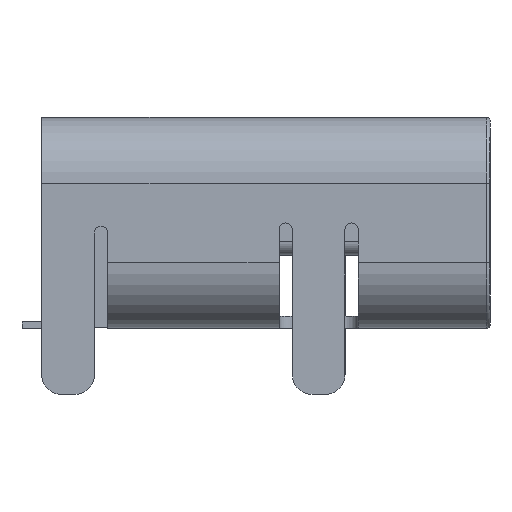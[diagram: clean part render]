
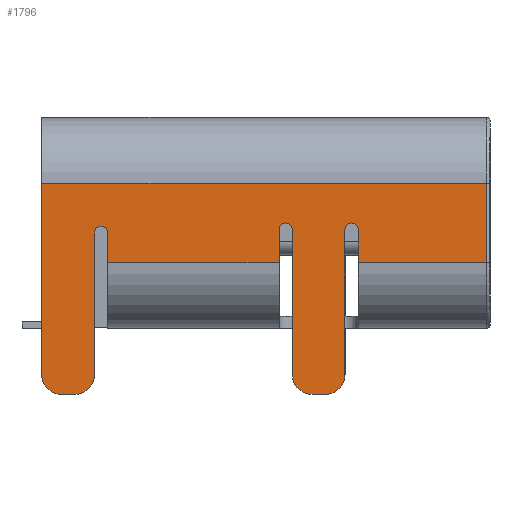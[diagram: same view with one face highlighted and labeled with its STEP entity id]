
A CAD part, left-side view. The second image highlights one B-rep face of the part: STEP entity #1796.
In plain terms, the highlighted planar face has unit normal (-1, 0, 0).
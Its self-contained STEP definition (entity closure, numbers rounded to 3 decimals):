
#1796=ADVANCED_FACE('',(#6122),#6124,.T.);
#6122=FACE_BOUND('',#6123,.T.);
#6123=EDGE_LOOP('',(#11636,#11637,#11638,#11639,#11640,#11641,#11642,#11643,#11644,
#11645,#11646,#11647,#11648,#11649,#11650,#11651,#11652,#11653,#11654,#11655,#11656,
#11657));
#6124=PLANE('',#6125);
#6125=AXIS2_PLACEMENT_3D('',#6126,#6127,#6128);
#6126=CARTESIAN_POINT('',(0.,0.,2.2));
#6127=DIRECTION('',(-1.,0.,0.));
#6128=DIRECTION('',(0.,0.,-1.));
#11636=ORIENTED_EDGE('',*,*,#13855,.F.);
#11637=ORIENTED_EDGE('',*,*,#13856,.F.);
#11638=ORIENTED_EDGE('',*,*,#13857,.F.);
#11639=ORIENTED_EDGE('',*,*,#13858,.F.);
#11640=ORIENTED_EDGE('',*,*,#13859,.F.);
#11641=ORIENTED_EDGE('',*,*,#13860,.F.);
#11642=ORIENTED_EDGE('',*,*,#13861,.F.);
#11643=ORIENTED_EDGE('',*,*,#13862,.F.);
#11644=ORIENTED_EDGE('',*,*,#13713,.T.);
#11645=ORIENTED_EDGE('',*,*,#13712,.T.);
#11646=ORIENTED_EDGE('',*,*,#13706,.T.);
#11647=ORIENTED_EDGE('',*,*,#13863,.F.);
#11648=ORIENTED_EDGE('',*,*,#13864,.F.);
#11649=ORIENTED_EDGE('',*,*,#13865,.F.);
#11650=ORIENTED_EDGE('',*,*,#13866,.F.);
#11651=ORIENTED_EDGE('',*,*,#13867,.F.);
#11652=ORIENTED_EDGE('',*,*,#13868,.F.);
#11653=ORIENTED_EDGE('',*,*,#13869,.F.);
#11654=ORIENTED_EDGE('',*,*,#13870,.F.);
#11655=ORIENTED_EDGE('',*,*,#13871,.F.);
#11656=ORIENTED_EDGE('',*,*,#13698,.T.);
#11657=ORIENTED_EDGE('',*,*,#13691,.T.);
#13691=EDGE_CURVE('',#15388,#15386,#15389,.T.);
#13698=EDGE_CURVE('',#15391,#15388,#15401,.F.);
#13706=EDGE_CURVE('',#15414,#15412,#15415,.F.);
#13712=EDGE_CURVE('',#15422,#15414,#15424,.T.);
#13713=EDGE_CURVE('',#15425,#15422,#15426,.F.);
#13855=EDGE_CURVE('',#15656,#15386,#15657,.T.);
#13856=EDGE_CURVE('',#15658,#15656,#15659,.T.);
#13857=EDGE_CURVE('',#15660,#15658,#15661,.T.);
#13858=EDGE_CURVE('',#15662,#15660,#15663,.T.);
#13859=EDGE_CURVE('',#15664,#15662,#15665,.T.);
#13860=EDGE_CURVE('',#15666,#15664,#15667,.T.);
#13861=EDGE_CURVE('',#15668,#15666,#15669,.T.);
#13862=EDGE_CURVE('',#15425,#15668,#15670,.T.);
#13863=EDGE_CURVE('',#15671,#15412,#15672,.F.);
#13864=EDGE_CURVE('',#15673,#15671,#15674,.T.);
#13865=EDGE_CURVE('',#15675,#15673,#15676,.T.);
#13866=EDGE_CURVE('',#15677,#15675,#15678,.T.);
#13867=EDGE_CURVE('',#15679,#15677,#15680,.T.);
#13868=EDGE_CURVE('',#15681,#15679,#15682,.T.);
#13869=EDGE_CURVE('',#15683,#15681,#15684,.T.);
#13870=EDGE_CURVE('',#15685,#15683,#15686,.F.);
#13871=EDGE_CURVE('',#15391,#15685,#15687,.F.);
#15386=VERTEX_POINT('',#18619);
#15388=VERTEX_POINT('',#18624);
#15389=LINE('',#18625,#18626);
#15391=VERTEX_POINT('',#18632);
#15401=LINE('',#18653,#18654);
#15412=VERTEX_POINT('',#18680);
#15414=VERTEX_POINT('',#18684);
#15415=LINE('',#18685,#18686);
#15422=VERTEX_POINT('',#18704);
#15424=LINE('',#18709,#18710);
#15425=VERTEX_POINT('',#18712);
#15426=LINE('',#18713,#18714);
#15656=VERTEX_POINT('',#19268);
#15657=LINE('',#19269,#19270);
#15658=VERTEX_POINT('',#19272);
#15659=LINE('',#19273,#19274);
#15660=VERTEX_POINT('',#19276);
#15661=LINE('',#19277,#19278);
#15662=VERTEX_POINT('',#19280);
#15663=CIRCLE('',#19281,0.3);
#15664=VERTEX_POINT('',#19285);
#15665=LINE('',#19286,#19287);
#15666=VERTEX_POINT('',#19289);
#15667=CIRCLE('',#19290,0.3);
#15668=VERTEX_POINT('',#19294);
#15669=LINE('',#19295,#19296);
#15670=CIRCLE('',#19298,0.1);
#15671=VERTEX_POINT('',#19302);
#15672=CIRCLE('',#19303,0.1);
#15673=VERTEX_POINT('',#19307);
#15674=LINE('',#19308,#19309);
#15675=VERTEX_POINT('',#19311);
#15676=CIRCLE('',#19312,0.3);
#15677=VERTEX_POINT('',#19316);
#15678=LINE('',#19317,#19318);
#15679=VERTEX_POINT('',#19320);
#15680=CIRCLE('',#19321,0.3);
#15681=VERTEX_POINT('',#19325);
#15682=LINE('',#19326,#19327);
#15683=VERTEX_POINT('',#19329);
#15684=LINE('',#19330,#19331);
#15685=VERTEX_POINT('',#19333);
#15686=CIRCLE('',#19334,0.1);
#15687=CIRCLE('',#19338,0.1);
#18619=CARTESIAN_POINT('',(0.,-6.75,1.));
#18624=CARTESIAN_POINT('',(0.,-4.8,1.));
#18625=CARTESIAN_POINT('',(0.,-4.8,1.));
#18626=VECTOR('',#18627,1.);
#18627=DIRECTION('',(0.,-1.,0.));
#18632=CARTESIAN_POINT('',(0.,-4.8,1.5));
#18653=CARTESIAN_POINT('',(0.,-4.8,1.));
#18654=VECTOR('',#18655,1.);
#18655=DIRECTION('',(0.,0.,1.));
#18680=CARTESIAN_POINT('',(0.,-3.6,1.5));
#18684=CARTESIAN_POINT('',(0.,-3.6,1.));
#18685=CARTESIAN_POINT('',(0.,-3.6,1.5));
#18686=VECTOR('',#18687,1.);
#18687=DIRECTION('',(0.,0.,-1.));
#18704=CARTESIAN_POINT('',(0.,-1.,1.));
#18709=CARTESIAN_POINT('',(0.,-1.,1.));
#18710=VECTOR('',#18711,1.);
#18711=DIRECTION('',(0.,-1.,0.));
#18712=CARTESIAN_POINT('',(0.,-1.,1.45));
#18713=CARTESIAN_POINT('',(0.,-1.,1.));
#18714=VECTOR('',#18715,1.);
#18715=DIRECTION('',(0.,0.,1.));
#19268=CARTESIAN_POINT('',(0.,-6.75,2.2));
#19269=CARTESIAN_POINT('',(0.,-6.75,2.2));
#19270=VECTOR('',#19271,1.);
#19271=DIRECTION('',(0.,0.,-1.));
#19272=CARTESIAN_POINT('',(0.,0.,2.2));
#19273=CARTESIAN_POINT('',(0.,0.,2.2));
#19274=VECTOR('',#19275,1.);
#19275=DIRECTION('',(0.,-1.,0.));
#19276=CARTESIAN_POINT('',(0.,0.,-0.702));
#19277=CARTESIAN_POINT('',(0.,0.,-0.702));
#19278=VECTOR('',#19279,1.);
#19279=DIRECTION('',(0.,0.,1.));
#19280=CARTESIAN_POINT('',(0.,-0.3,-1.002));
#19281=AXIS2_PLACEMENT_3D('',#19282,#19283,#19284);
#19282=CARTESIAN_POINT('',(0.,-0.3,-0.702));
#19283=DIRECTION('',(1.,0.,0.));
#19284=DIRECTION('',(0.,0.,-1.));
#19285=CARTESIAN_POINT('',(0.,-0.5,-1.002));
#19286=CARTESIAN_POINT('',(0.,-0.5,-1.002));
#19287=VECTOR('',#19288,1.);
#19288=DIRECTION('',(0.,1.,0.));
#19289=CARTESIAN_POINT('',(0.,-0.8,-0.702));
#19290=AXIS2_PLACEMENT_3D('',#19291,#19292,#19293);
#19291=CARTESIAN_POINT('',(0.,-0.5,-0.702));
#19292=DIRECTION('',(1.,0.,0.));
#19293=DIRECTION('',(0.,-1.,0.));
#19294=CARTESIAN_POINT('',(0.,-0.8,1.447));
#19295=CARTESIAN_POINT('',(0.,-0.8,1.447));
#19296=VECTOR('',#19297,1.);
#19297=DIRECTION('',(0.,0.,-1.));
#19298=AXIS2_PLACEMENT_3D('',#19299,#19300,#19301);
#19299=CARTESIAN_POINT('',(0.,-0.9,1.449));
#19300=DIRECTION('',(-1.,0.,0.));
#19301=DIRECTION('',(0.,-1.,0.013));
#19302=CARTESIAN_POINT('',(0.,-3.8,1.5));
#19303=AXIS2_PLACEMENT_3D('',#19304,#19305,#19306);
#19304=CARTESIAN_POINT('',(0.,-3.7,1.5));
#19305=DIRECTION('',(1.,0.,0.));
#19306=DIRECTION('',(0.,1.,0.));
#19307=CARTESIAN_POINT('',(0.,-3.8,-0.7));
#19308=CARTESIAN_POINT('',(0.,-3.8,-0.7));
#19309=VECTOR('',#19310,1.);
#19310=DIRECTION('',(0.,0.,1.));
#19311=CARTESIAN_POINT('',(0.,-4.1,-1.));
#19312=AXIS2_PLACEMENT_3D('',#19313,#19314,#19315);
#19313=CARTESIAN_POINT('',(0.,-4.1,-0.7));
#19314=DIRECTION('',(1.,0.,0.));
#19315=DIRECTION('',(0.,0.,-1.));
#19316=CARTESIAN_POINT('',(0.,-4.3,-1.));
#19317=CARTESIAN_POINT('',(0.,-4.3,-1.));
#19318=VECTOR('',#19319,1.);
#19319=DIRECTION('',(0.,1.,0.));
#19320=CARTESIAN_POINT('',(0.,-4.6,-0.7));
#19321=AXIS2_PLACEMENT_3D('',#19322,#19323,#19324);
#19322=CARTESIAN_POINT('',(0.,-4.3,-0.7));
#19323=DIRECTION('',(1.,0.,0.));
#19324=DIRECTION('',(0.,-1.,0.));
#19325=CARTESIAN_POINT('',(0.,-4.6,1.451));
#19326=CARTESIAN_POINT('',(0.,-4.6,1.451));
#19327=VECTOR('',#19328,1.);
#19328=DIRECTION('',(0.,0.,-1.));
#19329=CARTESIAN_POINT('',(0.,-4.6,1.5));
#19330=CARTESIAN_POINT('',(0.,-4.6,1.5));
#19331=VECTOR('',#19332,1.);
#19332=DIRECTION('',(0.,0.,-1.));
#19333=CARTESIAN_POINT('',(0.,-4.7,1.6));
#19334=AXIS2_PLACEMENT_3D('',#19335,#19336,#19337);
#19335=CARTESIAN_POINT('',(0.,-4.7,1.5));
#19336=DIRECTION('',(1.,0.,0.));
#19337=DIRECTION('',(0.,1.,0.));
#19338=AXIS2_PLACEMENT_3D('',#19339,#19340,#19341);
#19339=CARTESIAN_POINT('',(0.,-4.7,1.5));
#19340=DIRECTION('',(1.,0.,0.));
#19341=DIRECTION('',(0.,0.,1.));
